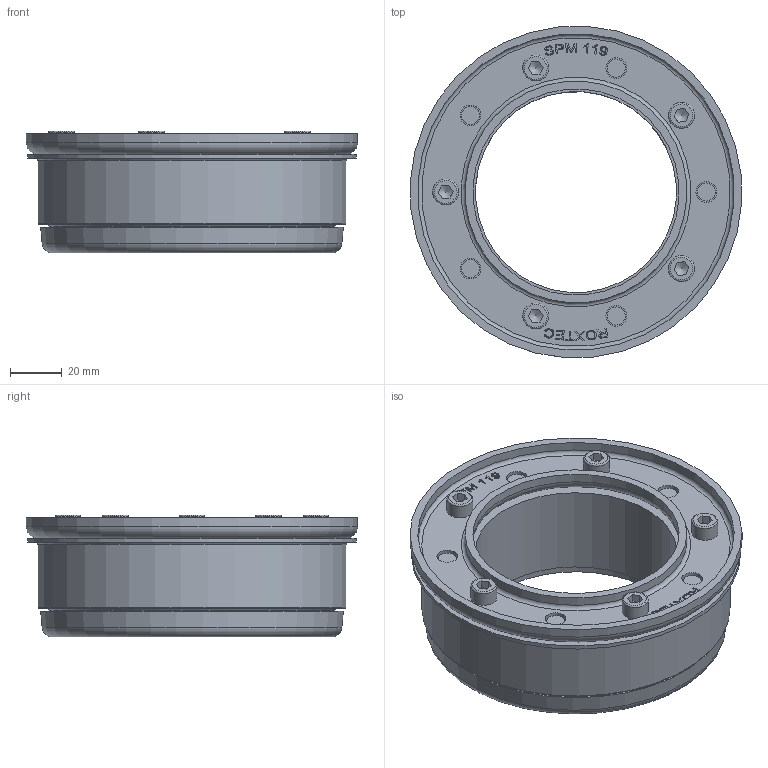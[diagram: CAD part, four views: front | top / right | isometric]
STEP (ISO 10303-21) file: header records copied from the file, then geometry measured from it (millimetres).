
FILE_DESCRIPTION((''),'2;1');
FILE_NAME('SPM119.stp','2016-02-02T11:18:48',(''),(''),'Autodesk Inventor 2013','Autodesk Inventor 2013','');
FILE_SCHEMA(('AUTOMOTIVE_DESIGN { 1 0 10303 214 1 1 1 1 }'));
Length unit declared in the file: millimetre
Products named in the file (6): SPM-Iassembly; 100-040176; 100-040173; 100-040174; 100-040175; 100-002317
Assembly tree (9 placements, depth 3):
  SPM-Iassembly
    100-040176
      100-040173
      100-040174
      100-040175
      100-002317  x5
Bounding box: 127.69 x 127.69 x 47 mm (x, y, z)
Volume: 268966.3 mm3; surface area: 85206.9 mm2
Topology: 8 solids, 8 shells, 343 faces, 845 edges, 554 vertices
Faces by surface type: plane 177, bspline 85, cylinder 46, torus 20, cone 15
Full cylindrical faces by diameter (mm): 5.25 x1, 5.9 x6, 6 x10, 6.3 x5, 7 x5, 8 x5, 10 x6, 77.5 x1, 79.5 x2, 85.5 x1, 119 x1, 122 x1, 127 x1, 128 x1
Entity records: 8909 total; most frequent: CARTESIAN_POINT 2574, ORIENTED_EDGE 1306, DIRECTION 997, EDGE_CURVE 653, VERTEX_POINT 467, EDGE_LOOP 418, VECTOR 381, LINE 381
